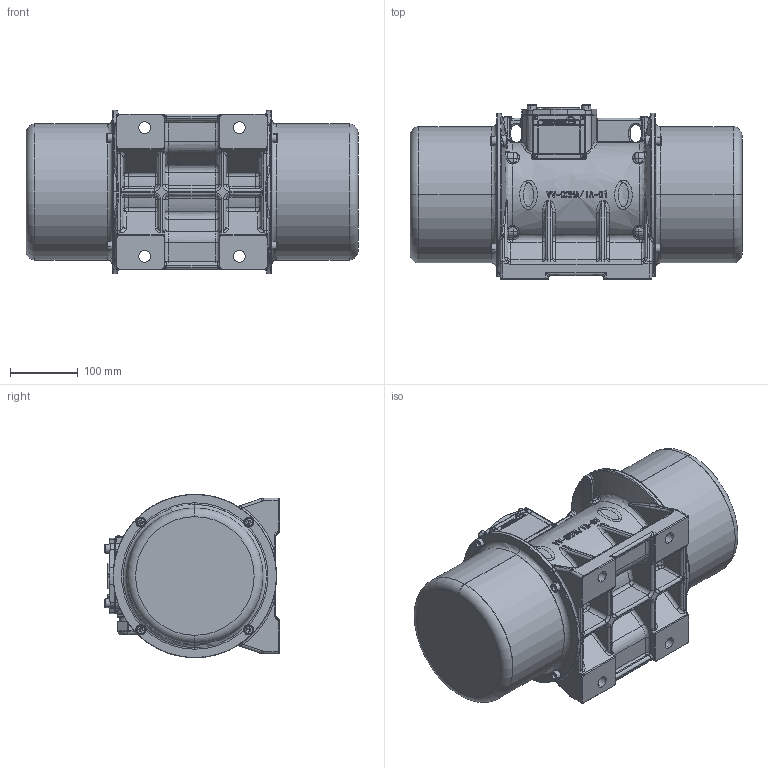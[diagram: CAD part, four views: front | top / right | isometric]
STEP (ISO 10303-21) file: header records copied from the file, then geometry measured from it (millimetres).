
FILE_DESCRIPTION (( 'STEP AP214' ), '1' );
FILE_NAME ('NEG 16810 -50 Hz .STEP', '2013-11-15T07:33:04', ( 'Netter' ), ( 'Microsoft' ), 'SwSTEP 2.0', 'SolidWorks 2010', '' );
FILE_SCHEMA (( 'AUTOMOTIVE_DESIGN' ));
Products named in the file (1): NEG 16810 -50 Hz 
Bounding box: 490 x 257.51 x 241 mm (x, y, z)
Volume: 3819969.3 mm3; surface area: 1071988.9 mm2
Topology: 3 solids, 16 shells, 4282 faces, 11819 edges, 7202 vertices
Faces by surface type: plane 2203, bspline 1561, cylinder 298, torus 97, cone 93, sphere 30
Entity records: 236466 total; most frequent: CARTESIAN_POINT 141492, ORIENTED_EDGE 22438, DIRECTION 14938, EDGE_CURVE 11219, VERTEX_POINT 7202, VECTOR 5462, LINE 5462, AXIS2_PLACEMENT_3D 4738
